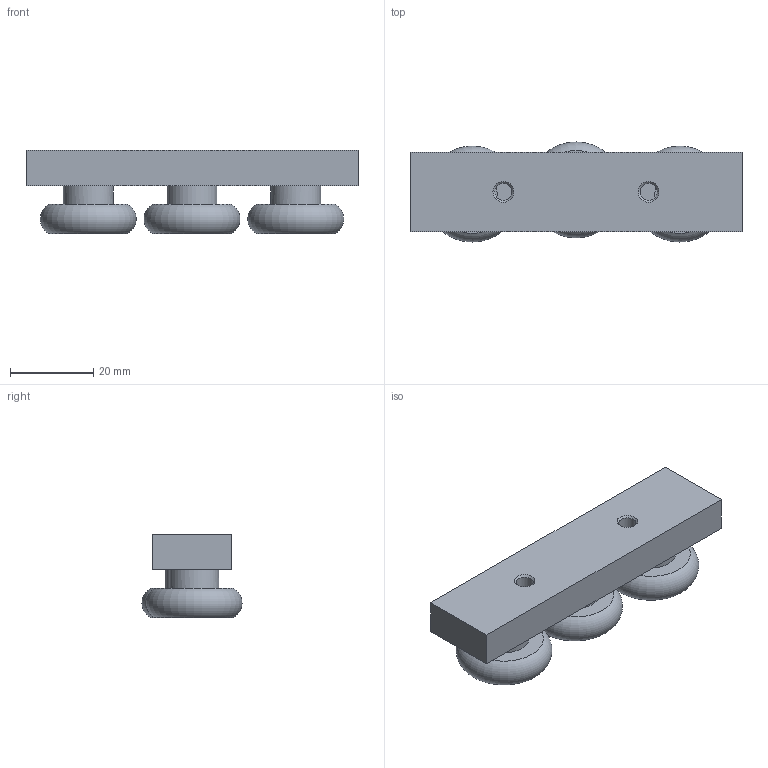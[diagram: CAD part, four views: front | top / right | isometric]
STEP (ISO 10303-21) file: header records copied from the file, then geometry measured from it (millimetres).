
FILE_DESCRIPTION( ( 'STEP AP203' ), '1' );
FILE_NAME( 'CR30MCA_2_03.stp', ' ', ( ' ' ), ( ' ' ), 'PSStep 15.0.47', 'PARTsolutions', ' ' );
FILE_SCHEMA( ( 'CONFIG_CONTROL_DESIGN' ) );
Length unit declared in the file: millimetre
Products named in the file (2): CR30MCA; _CR30MCASlide
Assembly tree (1 placements, depth 2):
  CR30MCA
    _CR30MCASlide
Bounding box: 80 x 24.11 x 20 mm (x, y, z)
Volume: 22231.2 mm3; surface area: 8176.9 mm2
Topology: 1 solids, 1 shells, 26 faces, 52 edges, 32 vertices
Faces by surface type: plane 14, cylinder 5, cone 4, torus 3
Full cylindrical faces by diameter (mm): 4.134 x2, 12 x3
Entity records: 679 total; most frequent: DIRECTION 116, CARTESIAN_POINT 95, ORIENTED_EDGE 72, AXIS2_PLACEMENT_3D 52, EDGE_LOOP 46, EDGE_CURVE 36, FACE_OUTER_BOUND 34, VERTEX_POINT 31
